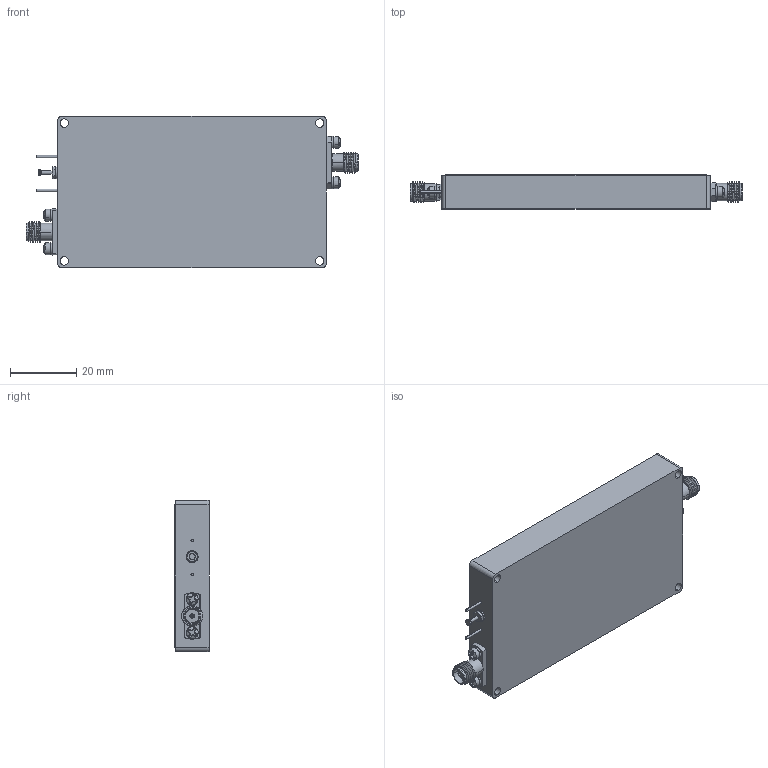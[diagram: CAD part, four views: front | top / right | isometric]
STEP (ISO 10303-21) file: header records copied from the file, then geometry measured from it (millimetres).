
FILE_DESCRIPTION (( 'STEP AP214' ), '1' );
FILE_NAME ('SDLVA-18G40G-65-CD-292FF.STEP', '2025-04-10T14:33:35', ( '' ), ( '' ), 'SwSTEP 2.0', 'SolidWorks 2024', '' );
FILE_SCHEMA (( 'AUTOMOTIVE_DESIGN' ));
Length unit declared in the file: inch
Products named in the file (1): SDLVA-18G40G-65-CD-292FF
Bounding box: 100.33 x 10.29 x 45.72 mm (x, y, z)
Volume: 38642.3 mm3; surface area: 18516 mm2
Topology: 23 solids, 23 shells, 763 faces, 3119 edges, 2591 vertices
Faces by surface type: plane 379, cylinder 173, torus 97, sphere 51, cone 45, bspline 18
Entity records: 48122 total; most frequent: CARTESIAN_POINT 17405, ORIENTED_EDGE 6166, DIRECTION 4427, EDGE_CURVE 3083, VERTEX_POINT 2591, LINE 1567, VECTOR 1567, AXIS2_PLACEMENT_3D 1430
